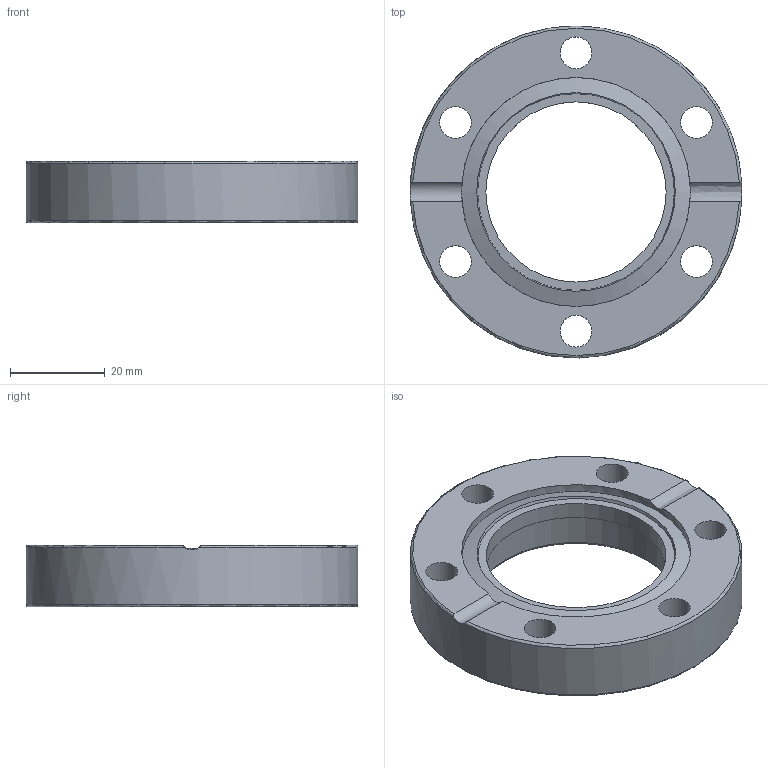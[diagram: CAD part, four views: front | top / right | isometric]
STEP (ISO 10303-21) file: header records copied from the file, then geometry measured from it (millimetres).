
FILE_DESCRIPTION((''),'2;1');
FILE_NAME('F35B41-316LNS.stp','2009-03-13T08:50:57',('hasers'),(''),'Autodesk Inventor 2008','Autodesk Inventor 2008','');
FILE_SCHEMA(('AUTOMOTIVE_DESIGN { 1 0 10303 214 1 1 1 1 }'));
Length unit declared in the file: millimetre
Products named in the file (2): F35B41-316LNS; CF-07 [Keywords [Summary]=1.4429][Company [Summary]=Vacom][Title [Summary]=F35B41]
Assembly tree (1 placements, depth 2):
  F35B41-316LNS
    CF-07 [Keywords [Summary]=1.4429][Company [Summary]=Vacom][Title [Summary]=F35B41]
Bounding box: 70 x 70 x 13 mm (x, y, z)
Volume: 29826.6 mm3; surface area: 11238.2 mm2
Topology: 1 solids, 1 shells, 23 faces, 62 edges, 42 vertices
Faces by surface type: bspline 7, cylinder 5, plane 5, torus 4, cone 2
Full cylindrical faces by diameter (mm): 38 x1, 41.5 x1, 48.3 x1, 70 x1
Entity records: 865 total; most frequent: CARTESIAN_POINT 331, DIRECTION 98, ORIENTED_EDGE 80, EDGE_LOOP 52, AXIS2_PLACEMENT_3D 47, EDGE_CURVE 40, VERTEX_POINT 34, FACE_BOUND 29
